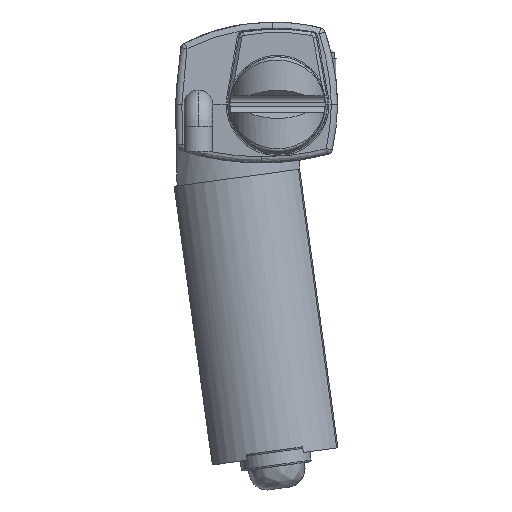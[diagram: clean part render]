
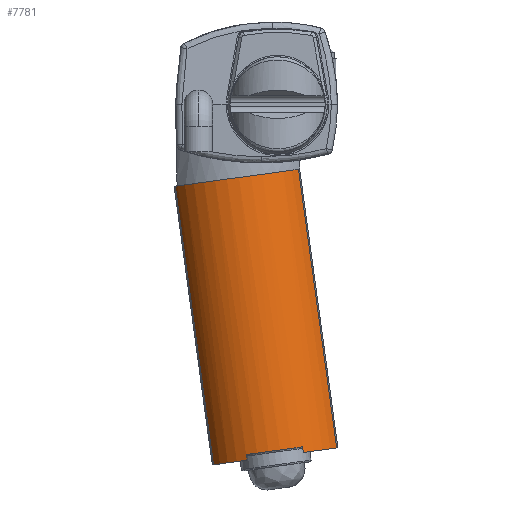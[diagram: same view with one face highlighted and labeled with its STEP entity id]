
A CAD part, left-side view. The second image highlights one B-rep face of the part: STEP entity #7781.
In plain terms, the highlighted cylindrical face has radius 22.5 mm (diameter 45 mm), a partial arc.
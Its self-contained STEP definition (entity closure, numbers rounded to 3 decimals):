
#60 = DIRECTION ( 'NONE',  ( 0., -0.136, -0.991 ) ) ;
#91 = DIRECTION ( 'NONE',  ( 0., -0.136, -0.991 ) ) ;
#640 = LINE ( 'NONE', #3581, #11018 ) ;
#790 = DIRECTION ( 'NONE',  ( 0., 0.136, 0.991 ) ) ;
#943 = DIRECTION ( 'NONE',  ( 0., -0.136, -0.991 ) ) ;
#1028 = CARTESIAN_POINT ( 'NONE',  ( -27.572, 20.206, -113.817 ) ) ;
#1190 = ORIENTED_EDGE ( 'NONE', *, *, #6353, .T. ) ;
#1275 = CARTESIAN_POINT ( 'NONE',  ( -16.55, 1.016, -109.372 ) ) ;
#1544 = VERTEX_POINT ( 'NONE', #12259 ) ;
#1619 = VERTEX_POINT ( 'NONE', #6980 ) ;
#2531 = AXIS2_PLACEMENT_3D ( 'NONE', #4599, #4729, #4793 ) ;
#2578 = DIRECTION ( 'NONE',  ( 0., -0.991, 0.136 ) ) ;
#2618 = CARTESIAN_POINT ( 'NONE',  ( -27.572, 32.257, -25.839 ) ) ;
#2752 = EDGE_CURVE ( 'NONE', #16628, #2890, #13966, .T. ) ;
#2827 = ORIENTED_EDGE ( 'NONE', *, *, #5389, .F. ) ;
#2879 = CIRCLE ( 'NONE', #14809, 22.5 ) ;
#2890 = VERTEX_POINT ( 'NONE', #5111 ) ;
#2952 = CARTESIAN_POINT ( 'NONE',  ( -37.172, -7.901, -108.15 ) ) ;
#3210 = ORIENTED_EDGE ( 'NONE', *, *, #3536, .T. ) ;
#3420 = AXIS2_PLACEMENT_3D ( 'NONE', #6522, #60, #12994 ) ;
#3508 = DIRECTION ( 'NONE',  ( 0., -0.136, -0.991 ) ) ;
#3536 = EDGE_CURVE ( 'NONE', #1544, #16375, #6622, .T. ) ;
#3581 = CARTESIAN_POINT ( 'NONE',  ( -37.172, 9.688, -112.377 ) ) ;
#4599 = CARTESIAN_POINT ( 'NONE',  ( -16.55, 0.772, -111.155 ) ) ;
#4625 = ORIENTED_EDGE ( 'NONE', *, *, #2752, .F. ) ;
#4729 = DIRECTION ( 'NONE',  ( 0., -0.136, -0.991 ) ) ;
#4793 = DIRECTION ( 'NONE',  ( 0., 0.991, -0.136 ) ) ;
#4917 = AXIS2_PLACEMENT_3D ( 'NONE', #6588, #15704, #7914 ) ;
#5061 = CYLINDRICAL_SURFACE ( 'NONE', #3420, 22.5 ) ;
#5111 = CARTESIAN_POINT ( 'NONE',  ( -37.172, -8.145, -109.934 ) ) ;
#5179 = EDGE_CURVE ( 'NONE', #1619, #1544, #2879, .T. ) ;
#5389 = EDGE_CURVE ( 'NONE', #15448, #13898, #6911, .T. ) ;
#5489 = ORIENTED_EDGE ( 'NONE', *, *, #12298, .F. ) ;
#5696 = VECTOR ( 'NONE', #16024, 1000. ) ;
#6129 = EDGE_CURVE ( 'NONE', #16628, #1619, #16490, .T. ) ;
#6353 = EDGE_CURVE ( 'NONE', #16375, #13898, #7523, .T. ) ;
#6522 = CARTESIAN_POINT ( 'NONE',  ( -16.55, 12.823, -23.177 ) ) ;
#6588 = CARTESIAN_POINT ( 'NONE',  ( -16.55, 0.772, -111.155 ) ) ;
#6622 = CIRCLE ( 'NONE', #12366, 22.5 ) ;
#6911 = CIRCLE ( 'NONE', #4917, 22.5 ) ;
#6980 = CARTESIAN_POINT ( 'NONE',  ( -27.572, -6.611, -20.515 ) ) ;
#7523 = LINE ( 'NONE', #10049, #14024 ) ;
#7710 = EDGE_LOOP ( 'NONE', ( #1190, #2827, #10009, #8055, #5489, #4625, #15380, #14854, #3210 ) ) ;
#7781 = ADVANCED_FACE ( 'NONE', ( #8909 ), #5061, .T. ) ;
#7870 = CARTESIAN_POINT ( 'NONE',  ( -16.55, 12.823, -23.177 ) ) ;
#7914 = DIRECTION ( 'NONE',  ( 0., 0.991, -0.136 ) ) ;
#8055 = ORIENTED_EDGE ( 'NONE', *, *, #15006, .T. ) ;
#8170 = CARTESIAN_POINT ( 'NONE',  ( -27.572, -6.611, -20.515 ) ) ;
#8194 = CARTESIAN_POINT ( 'NONE',  ( -27.572, -18.662, -108.493 ) ) ;
#8364 = LINE ( 'NONE', #16349, #15710 ) ;
#8909 = FACE_OUTER_BOUND ( 'NONE', #7710, .T. ) ;
#9182 = DIRECTION ( 'NONE',  ( 0., 0.991, -0.136 ) ) ;
#9736 = CIRCLE ( 'NONE', #13530, 22.5 ) ;
#10009 = ORIENTED_EDGE ( 'NONE', *, *, #12409, .T. ) ;
#10049 = CARTESIAN_POINT ( 'NONE',  ( -27.572, 32.257, -25.839 ) ) ;
#10296 = CARTESIAN_POINT ( 'NONE',  ( -37.172, 9.933, -110.593 ) ) ;
#10361 = DIRECTION ( 'NONE',  ( 0., 0.136, 0.991 ) ) ;
#11018 = VECTOR ( 'NONE', #11357, 1000. ) ;
#11274 = CARTESIAN_POINT ( 'NONE',  ( -16.55, 12.823, -23.177 ) ) ;
#11357 = DIRECTION ( 'NONE',  ( 0., 0.136, 0.991 ) ) ;
#11945 = VERTEX_POINT ( 'NONE', #10296 ) ;
#12259 = CARTESIAN_POINT ( 'NONE',  ( -28.718, 31.574, -25.745 ) ) ;
#12298 = EDGE_CURVE ( 'NONE', #2890, #13597, #8364, .T. ) ;
#12366 = AXIS2_PLACEMENT_3D ( 'NONE', #7870, #91, #9182 ) ;
#12409 = EDGE_CURVE ( 'NONE', #15448, #11945, #640, .T. ) ;
#12570 = DIRECTION ( 'NONE',  ( 0., 0.991, -0.136 ) ) ;
#12994 = DIRECTION ( 'NONE',  ( 0., 0.991, -0.136 ) ) ;
#13530 = AXIS2_PLACEMENT_3D ( 'NONE', #1275, #10361, #2578 ) ;
#13597 = VERTEX_POINT ( 'NONE', #2952 ) ;
#13898 = VERTEX_POINT ( 'NONE', #1028 ) ;
#13966 = CIRCLE ( 'NONE', #2531, 22.5 ) ;
#14024 = VECTOR ( 'NONE', #943, 1000. ) ;
#14809 = AXIS2_PLACEMENT_3D ( 'NONE', #11274, #3508, #12570 ) ;
#14854 = ORIENTED_EDGE ( 'NONE', *, *, #5179, .T. ) ;
#15006 = EDGE_CURVE ( 'NONE', #11945, #13597, #9736, .T. ) ;
#15380 = ORIENTED_EDGE ( 'NONE', *, *, #6129, .T. ) ;
#15448 = VERTEX_POINT ( 'NONE', #15627 ) ;
#15627 = CARTESIAN_POINT ( 'NONE',  ( -37.172, 9.688, -112.377 ) ) ;
#15704 = DIRECTION ( 'NONE',  ( 0., -0.136, -0.991 ) ) ;
#15710 = VECTOR ( 'NONE', #790, 1000. ) ;
#16024 = DIRECTION ( 'NONE',  ( 0., 0.136, 0.991 ) ) ;
#16349 = CARTESIAN_POINT ( 'NONE',  ( -37.172, -8.145, -109.934 ) ) ;
#16375 = VERTEX_POINT ( 'NONE', #2618 ) ;
#16490 = LINE ( 'NONE', #8170, #5696 ) ;
#16628 = VERTEX_POINT ( 'NONE', #8194 ) ;
